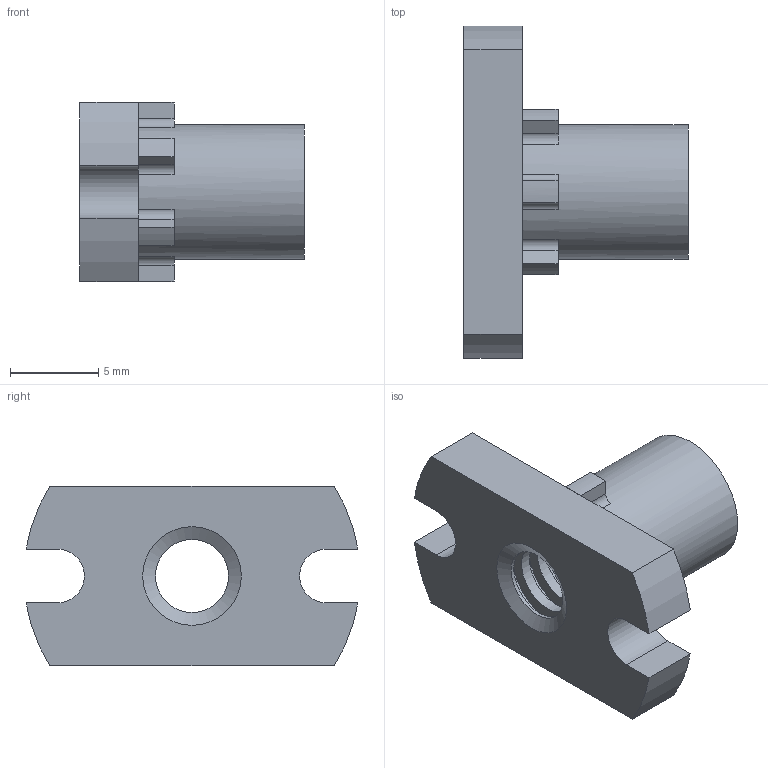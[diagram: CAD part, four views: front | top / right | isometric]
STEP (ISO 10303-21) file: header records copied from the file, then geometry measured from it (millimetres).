
FILE_DESCRIPTION(('FreeCAD Model'),'2;1');
FILE_NAME('leadnut.step', '2019-02-13T08:53:54',('Author'),(''), 'Open CASCADE STEP processor 6.9','FreeCAD','Unknown');
FILE_SCHEMA(('AUTOMOTIVE_DESIGN { 1 0 10303 214 1 1 1 1 }'));
Length unit declared in the file: millimetre
Products named in the file (1): _NFA018200nut
Bounding box: 12.7 x 18.8 x 10.16 mm (x, y, z)
Volume: 753.6 mm3; surface area: 1149.3 mm2
Topology: 1 solids, 1 shells, 93 faces, 215 edges, 143 vertices
Faces by surface type: plane 47, cylinder 45, cone 1
Full cylindrical faces by diameter (mm): 4.14 x10, 5.537 x10, 7.62 x1
Entity records: 5959 total; most frequent: CARTESIAN_POINT 1630, DIRECTION 830, ORIENTED_EDGE 430, PCURVE 430, DEFINITIONAL_REPRESENTATION 430, LINE 400, VECTOR 400, EDGE_CURVE 215
